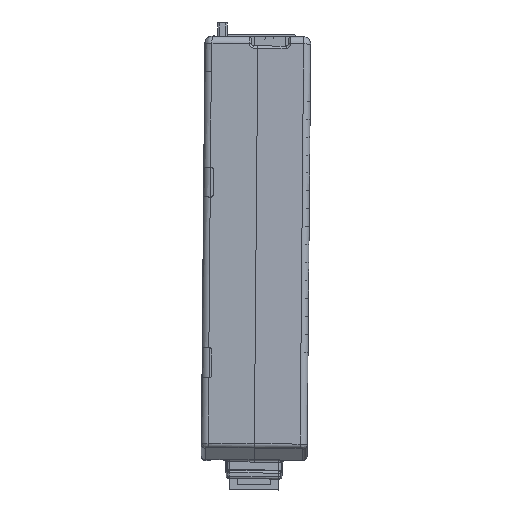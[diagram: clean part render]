
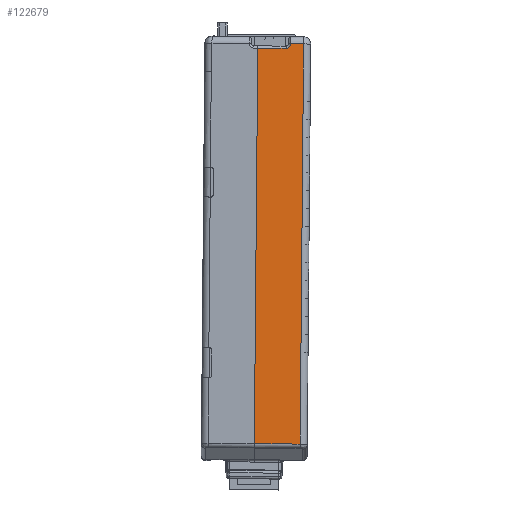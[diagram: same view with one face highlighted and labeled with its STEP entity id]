
A CAD part, front view. The second image highlights one B-rep face of the part: STEP entity #122679.
In plain terms, the highlighted planar face has unit normal (0.009, -1, 0).
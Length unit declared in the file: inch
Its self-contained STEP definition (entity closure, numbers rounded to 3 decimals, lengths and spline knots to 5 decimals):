
#4848 = CARTESIAN_POINT ( 'NONE',  ( 0.22128, -1.80797, 0.07888 ) ) ;
#6268 = EDGE_CURVE ( 'NONE', #99239, #18938, #11521, .T. ) ;
#8875 = CARTESIAN_POINT ( 'NONE',  ( 0.28211, -1.80743, 0.07835 ) ) ;
#10755 = CARTESIAN_POINT ( 'NONE',  ( 0.26512, -1.80785, 3.59386 ) ) ;
#11521 = LINE ( 'NONE', #54184, #25306 ) ;
#18938 = VERTEX_POINT ( 'NONE', #10755 ) ;
#21069 = CARTESIAN_POINT ( 'NONE',  ( 0.21506, -1.80802, 0.07893 ) ) ;
#21990 = EDGE_CURVE ( 'NONE', #128773, #160081, #52031, .T. ) ;
#23582 = CARTESIAN_POINT ( 'NONE',  ( 0.35566, -1.80685, 0.82193 ) ) ;
#25306 = VECTOR ( 'NONE', #142461, 39.37008 ) ;
#25311 = CARTESIAN_POINT ( 'NONE',  ( 0.44192, -1.80631, 3.55157 ) ) ;
#32388 = LINE ( 'NONE', #52917, #99468 ) ;
#32459 = ORIENTED_EDGE ( 'NONE', *, *, #114686, .T. ) ;
#36018 = LINE ( 'NONE', #25311, #41854 ) ;
#36751 = CARTESIAN_POINT ( 'NONE',  ( 0.34916, -1.80684, 0.07776 ) ) ;
#40611 = ORIENTED_EDGE ( 'NONE', *, *, #21990, .F. ) ;
#41854 = VECTOR ( 'NONE', #49038, 39.37008 ) ;
#43030 = B_SPLINE_CURVE_WITH_KNOTS ( 'NONE', 3,
 ( #67404, #8875, #21069, #120331 ),
 .UNSPECIFIED., .F., .F.,
 ( 4, 4 ),
 ( 0., 1. ),
 .UNSPECIFIED. ) ;
#44213 = ORIENTED_EDGE ( 'NONE', *, *, #146335, .T. ) ;
#46174 = VECTOR ( 'NONE', #152777, 39.37008 ) ;
#46397 = FACE_OUTER_BOUND ( 'NONE', #128279, .T. ) ;
#47376 = ORIENTED_EDGE ( 'NONE', *, *, #59059, .F. ) ;
#49038 = DIRECTION ( 'NONE',  ( -1., -0.009, 0.009 ) ) ;
#49137 = CARTESIAN_POINT ( 'NONE',  ( 0.37983, -1.80685, 3.59186 ) ) ;
#51002 = CARTESIAN_POINT ( 'NONE',  ( -0.02282, -1.81036, 3.55562 ) ) ;
#52031 = LINE ( 'NONE', #114659, #46174 ) ;
#52917 = CARTESIAN_POINT ( 'NONE',  ( 0.41306, -1.80685, 7.39988 ) ) ;
#54184 = CARTESIAN_POINT ( 'NONE',  ( 0.37983, -1.80685, 3.59186 ) ) ;
#54238 = ORIENTED_EDGE ( 'NONE', *, *, #101799, .T. ) ;
#56425 = DIRECTION ( 'NONE',  ( 1., 0.009, -0.009 ) ) ;
#56989 = DIRECTION ( 'NONE',  ( -0.009, 1., 0. ) ) ;
#59059 = EDGE_CURVE ( 'NONE', #99239, #75546, #32388, .T. ) ;
#64620 = CIRCLE ( 'NONE', #76498, 0.0392 ) ;
#64782 = VERTEX_POINT ( 'NONE', #122878 ) ;
#67404 = CARTESIAN_POINT ( 'NONE',  ( 0.34916, -1.80684, 0.07776 ) ) ;
#68816 = DIRECTION ( 'NONE',  ( 0.009, 0., 1. ) ) ;
#69699 = CARTESIAN_POINT ( 'NONE',  ( 0.22591, -1.80819, 3.59265 ) ) ;
#71741 = EDGE_CURVE ( 'NONE', #126891, #64782, #43030, .T. ) ;
#75398 = ORIENTED_EDGE ( 'NONE', *, *, #103887, .T. ) ;
#75546 = VERTEX_POINT ( 'NONE', #131915 ) ;
#76498 = AXIS2_PLACEMENT_3D ( 'NONE', #69699, #56989, #56425 ) ;
#80535 = CARTESIAN_POINT ( 'NONE',  ( 0.2651, -1.80785, 3.59231 ) ) ;
#84574 = CARTESIAN_POINT ( 'NONE',  ( 0.2651, -1.80785, 3.59231 ) ) ;
#92504 = CARTESIAN_POINT ( 'NONE',  ( -0.05316, -1.81036, 0.08006 ) ) ;
#99105 = CARTESIAN_POINT ( 'NONE',  ( 0.35133, -1.80685, 0.32582 ) ) ;
#99239 = VERTEX_POINT ( 'NONE', #49137 ) ;
#99468 = VECTOR ( 'NONE', #103114, 39.37008 ) ;
#101799 = EDGE_CURVE ( 'NONE', #128773, #64782, #152024, .T. ) ;
#102804 = VECTOR ( 'NONE', #122660, 39.37008 ) ;
#103114 = DIRECTION ( 'NONE',  ( -0.009, 0., -1. ) ) ;
#103887 = EDGE_CURVE ( 'NONE', #116423, #160081, #36018, .T. ) ;
#104610 = EDGE_CURVE ( 'NONE', #18938, #138928, #138432, .T. ) ;
#110172 = CARTESIAN_POINT ( 'NONE',  ( 0.35349, -1.80685, 0.57387 ) ) ;
#114659 = CARTESIAN_POINT ( 'NONE',  ( -0.05314, -1.81036, 0.08127 ) ) ;
#114686 = EDGE_CURVE ( 'NONE', #138928, #116423, #64620, .T. ) ;
#116423 = VERTEX_POINT ( 'NONE', #152692 ) ;
#119520 = DIRECTION ( 'NONE',  ( -0.009, 1., 0. ) ) ;
#120331 = CARTESIAN_POINT ( 'NONE',  ( 0.14801, -1.80861, 0.07952 ) ) ;
#121865 = ORIENTED_EDGE ( 'NONE', *, *, #104610, .T. ) ;
#122660 = DIRECTION ( 'NONE',  ( -0.009, 0., -1. ) ) ;
#122679 = ADVANCED_FACE ( 'NONE', ( #46397 ), #157052, .F. ) ;
#122878 = CARTESIAN_POINT ( 'NONE',  ( 0.14801, -1.80861, 0.07952 ) ) ;
#123840 = AXIS2_PLACEMENT_3D ( 'NONE', #4848, #119520, #68816 ) ;
#126891 = VERTEX_POINT ( 'NONE', #161783 ) ;
#128279 = EDGE_LOOP ( 'NONE', ( #44213, #47376, #132855, #121865, #32459, #75398, #40611, #54238, #133679 ) ) ;
#128773 = VERTEX_POINT ( 'NONE', #163301 ) ;
#130340 = VECTOR ( 'NONE', #145997, 39.37008 ) ;
#131915 = CARTESIAN_POINT ( 'NONE',  ( 0.35566, -1.80685, 0.82193 ) ) ;
#132855 = ORIENTED_EDGE ( 'NONE', *, *, #6268, .T. ) ;
#133679 = ORIENTED_EDGE ( 'NONE', *, *, #71741, .F. ) ;
#138432 = LINE ( 'NONE', #84574, #102804 ) ;
#138928 = VERTEX_POINT ( 'NONE', #80535 ) ;
#142461 = DIRECTION ( 'NONE',  ( -1., -0.009, 0.017 ) ) ;
#145997 = DIRECTION ( 'NONE',  ( 1., 0.009, -0.003 ) ) ;
#146335 = EDGE_CURVE ( 'NONE', #126891, #75546, #162566, .T. ) ;
#152024 = LINE ( 'NONE', #92504, #130340 ) ;
#152692 = CARTESIAN_POINT ( 'NONE',  ( 0.22556, -1.80819, 3.55346 ) ) ;
#152777 = DIRECTION ( 'NONE',  ( 0.009, 0., 1. ) ) ;
#157052 = PLANE ( 'NONE',  #123840 ) ;
#160081 = VERTEX_POINT ( 'NONE', #51002 ) ;
#161783 = CARTESIAN_POINT ( 'NONE',  ( 0.34916, -1.80684, 0.07776 ) ) ;
#162566 = B_SPLINE_CURVE_WITH_KNOTS ( 'NONE', 3,
 ( #36751, #99105, #110172, #23582 ),
 .UNSPECIFIED., .F., .F.,
 ( 4, 4 ),
 ( 0., 1. ),
 .UNSPECIFIED. ) ;
#163301 = CARTESIAN_POINT ( 'NONE',  ( -0.05316, -1.81036, 0.08006 ) ) ;
